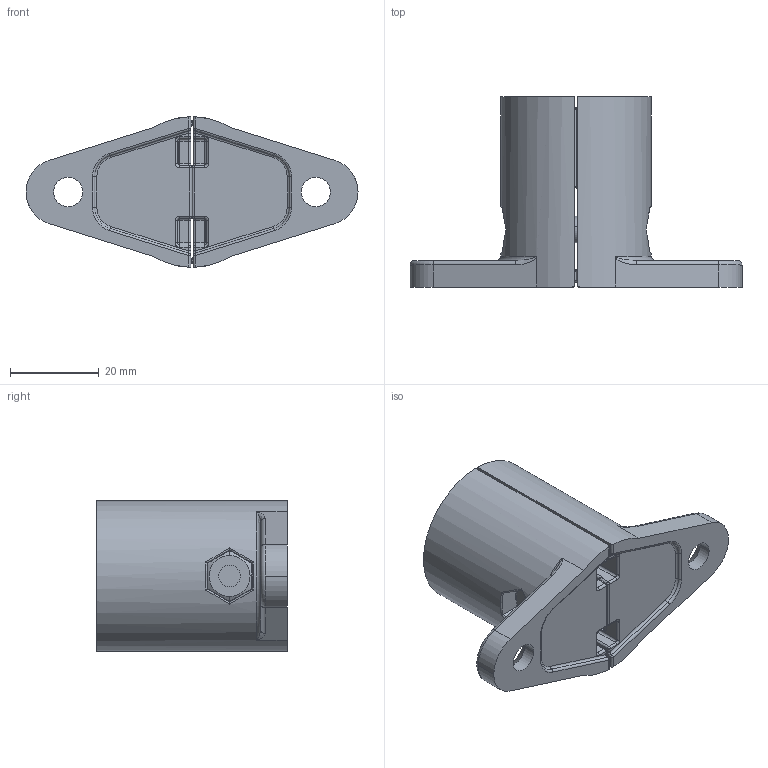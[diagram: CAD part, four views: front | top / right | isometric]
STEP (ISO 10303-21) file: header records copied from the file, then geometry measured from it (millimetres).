
FILE_DESCRIPTION (( 'STEP AP203' ), '1' );
FILE_NAME ('TFS.D28.5.03.01.STEP', '2015-12-15T06:40:07', ( '微软用户' ), ( '微软中国' ), 'SwSTEP 2.0', 'SolidWorks 2012', '' );
FILE_SCHEMA (( 'CONFIG_CONTROL_DESIGN' ));
Length unit declared in the file: millimetre
Products named in the file (1): TFS.D28.5.03.01
Bounding box: 75.02 x 43 x 33.99 mm (x, y, z)
Volume: 25671.5 mm3; surface area: 14659.5 mm2
Topology: 5 solids, 5 shells, 581 faces, 1466 edges, 887 vertices
Faces by surface type: plane 273, cylinder 192, torus 40, bspline 36, sphere 28, cone 12
Entity records: 18473 total; most frequent: CARTESIAN_POINT 4773, ORIENTED_EDGE 2860, DIRECTION 2826, EDGE_CURVE 1430, AXIS2_PLACEMENT_3D 972, VERTEX_POINT 887, VECTOR 882, LINE 882
